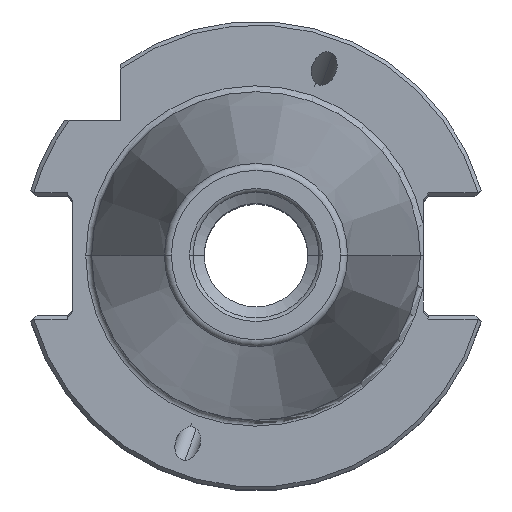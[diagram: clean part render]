
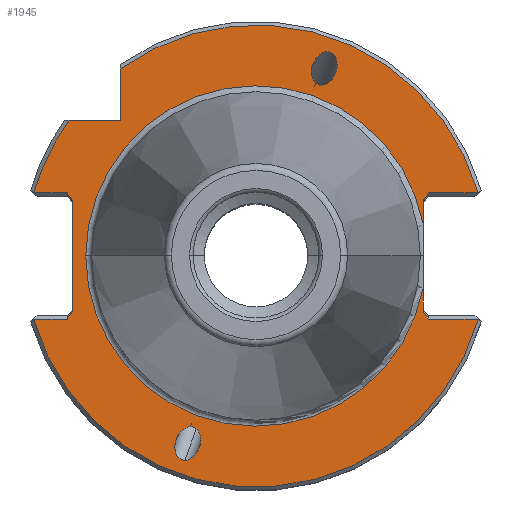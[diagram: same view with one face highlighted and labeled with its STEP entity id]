
A CAD part, top view. The second image highlights one B-rep face of the part: STEP entity #1945.
In plain terms, the highlighted planar face has unit normal (0, 0, 1).
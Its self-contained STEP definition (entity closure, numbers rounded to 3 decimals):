
#1177=VERTEX_POINT('NONE',#3338);
#1195=VERTEX_POINT('NONE',#3360);
#1251=VERTEX_POINT('NONE',#3423);
#1293=EDGE_CURVE('NONE',#2689,#1177,#3471,.T.);
#1299=EDGE_CURVE('NONE',#2795,#2717,#3477,.T.);
#1485=EDGE_CURVE('NONE',#3233,#2913,#3679,.T.);
#1587=VERTEX_POINT('NONE',#3788);
#1615=EDGE_CURVE('NONE',#2419,#3231,#3820,.T.);
#1747=EDGE_CURVE('NONE',#2761,#3021,#3967,.F.);
#1787=VERTEX_POINT('NONE',#4011);
#1851=EDGE_CURVE('NONE',#1195,#2731,#4083,.T.);
#1899=VERTEX_POINT('NONE',#4138);
#1945=ADVANCED_FACE('NONE',(#4190,#4191,#4192),#4193,.T.);
#1951=EDGE_CURVE('NONE',#2133,#1587,#4199,.T.);
#1997=VERTEX_POINT('NONE',#4248);
#2063=EDGE_CURVE('NONE',#2291,#2671,#4319,.T.);
#2113=EDGE_CURVE('NONE',#2713,#1899,#4374,.F.);
#2129=EDGE_CURVE('NONE',#2477,#1787,#4391,.T.);
#2133=VERTEX_POINT('NONE',#4395);
#2165=EDGE_CURVE('NONE',#1251,#2477,#4429,.T.);
#2239=EDGE_CURVE('NONE',#1195,#2671,#4514,.T.);
#2247=EDGE_CURVE('NONE',#3233,#2731,#4522,.T.);
#2291=VERTEX_POINT('NONE',#4572);
#2419=VERTEX_POINT('NONE',#4711);
#2477=VERTEX_POINT('NONE',#4775);
#2641=EDGE_CURVE('NONE',#1787,#2795,#4959,.T.);
#2643=EDGE_CURVE('NONE',#2761,#1587,#4961,.T.);
#2663=EDGE_CURVE('NONE',#1177,#1997,#4983,.T.);
#2671=VERTEX_POINT('NONE',#4991);
#2689=VERTEX_POINT('NONE',#5012);
#2713=VERTEX_POINT('NONE',#5040);
#2717=VERTEX_POINT('NONE',#5044);
#2731=VERTEX_POINT('NONE',#5059);
#2739=EDGE_CURVE('NONE',#2133,#2717,#5068,.T.);
#2761=VERTEX_POINT('NONE',#5091);
#2773=EDGE_CURVE('NONE',#1899,#2713,#5104,.T.);
#2795=VERTEX_POINT('NONE',#5129);
#2845=EDGE_CURVE('NONE',#1997,#1251,#5184,.T.);
#2913=VERTEX_POINT('NONE',#5261);
#3009=EDGE_CURVE('NONE',#3021,#2913,#5373,.F.);
#3021=VERTEX_POINT('NONE',#5385);
#3075=EDGE_CURVE('NONE',#3231,#2419,#5447,.F.);
#3215=EDGE_CURVE('NONE',#2689,#2291,#5600,.T.);
#3231=VERTEX_POINT('NONE',#5616);
#3233=VERTEX_POINT('NONE',#5618);
#3338=CARTESIAN_POINT('',(-30.058,8.55,-3.2));
#3360=CARTESIAN_POINT('',(30.058,8.55,-3.2));
#3423=CARTESIAN_POINT('',(-24.8,7.489,-3.2));
#3471=CIRCLE('',#6085,31.25);
#3477=CIRCLE('',#6093,31.25);
#3679=LINE('',#6666,#6667);
#3788=CARTESIAN_POINT('',(22.6,-7.489,-3.2));
#3820=ELLIPSE('',#6919,2.333,1.65);
#3967=CIRCLE('',#7172,23.025);
#4011=CARTESIAN_POINT('',(-25.55,-8.55,-3.2));
#4083=LINE('',#7389,#7390);
#4138=CARTESIAN_POINT('',(-8.848,-23.108,-3.2));
#4190=FACE_OUTER_BOUND('',#7584,.T.);
#4191=FACE_BOUND('',#7585,.T.);
#4192=FACE_BOUND('',#7586,.T.);
#4193=PLANE('',#7587);
#4199=LINE('',#7596,#7597);
#4248=CARTESIAN_POINT('',(-25.55,8.55,-3.2));
#4319=LINE('',#7825,#7826);
#4374=ELLIPSE('',#7930,2.333,1.65);
#4391=LINE('',#7963,#7964);
#4395=CARTESIAN_POINT('',(23.35,-8.55,-3.2));
#4429=LINE('',#8013,#8014);
#4514=CIRCLE('',#8188,31.25);
#4522=LINE('',#8202,#8203);
#4572=CARTESIAN_POINT('',(-18.35,18.35,-3.2));
#4711=CARTESIAN_POINT('',(8.075,23.389,-3.2));
#4775=CARTESIAN_POINT('',(-24.8,-7.489,-3.2));
#4959=LINE('',#9479,#9480);
#4961=LINE('',#9483,#9484);
#4983=LINE('',#9569,#9570);
#4991=CARTESIAN_POINT('',(-18.35,25.295,-3.2));
#5012=CARTESIAN_POINT('',(-25.295,18.35,-3.2));
#5040=CARTESIAN_POINT('',(-9.621,-27.636,-3.2));
#5044=CARTESIAN_POINT('',(30.058,-8.55,-3.2));
#5059=CARTESIAN_POINT('',(23.35,8.55,-3.2));
#5068=LINE('',#9729,#9730);
#5091=CARTESIAN_POINT('',(22.6,-4.403,-3.2));
#5104=ELLIPSE('',#9804,2.333,1.65);
#5129=CARTESIAN_POINT('',(-30.058,-8.55,-3.2));
#5184=LINE('',#9927,#9928);
#5261=CARTESIAN_POINT('',(22.6,4.403,-3.2));
#5373=CIRCLE('',#10284,23.025);
#5385=CARTESIAN_POINT('',(-23.025,0.,-3.2));
#5447=ELLIPSE('',#10413,2.333,1.65);
#5600=LINE('',#10677,#10678);
#5616=CARTESIAN_POINT('',(10.394,27.355,-3.2));
#5618=CARTESIAN_POINT('',(22.6,7.489,-3.2));
#6085=AXIS2_PLACEMENT_3D('',#10966,#10967,#10968);
#6093=AXIS2_PLACEMENT_3D('',#10972,#10973,#10974);
#6666=CARTESIAN_POINT('',(22.6,-26.113,-3.2));
#6667=VECTOR('',#11170,1.0);
#6919=AXIS2_PLACEMENT_3D('',#11344,#11345,#11346);
#7172=AXIS2_PLACEMENT_3D('',#11513,#11514,#11515);
#7389=CARTESIAN_POINT('',(62.4,8.55,-3.2));
#7390=VECTOR('',#11652,1.0);
#7584=EDGE_LOOP('',(#11778,#11779,#11780,#11781,#11782,#11783,#11784,#11785,#11786,#11787,#11788,#11789,#11790,#11791,#11792,#11793,#11794,#11795));
#7585=EDGE_LOOP('',(#11796,#11797));
#7586=EDGE_LOOP('',(#11798,#11799));
#7587=AXIS2_PLACEMENT_3D('',#11800,#11801,#11802);
#7596=CARTESIAN_POINT('',(29.635,-17.438,-3.2));
#7597=VECTOR('',#11804,1.);
#7825=CARTESIAN_POINT('',(-18.35,-16.938,-3.2));
#7826=VECTOR('',#11932,1.0);
#7930=AXIS2_PLACEMENT_3D('',#12005,#12006,#12007);
#7963=CARTESIAN_POINT('',(-28.39,-12.566,-3.2));
#7964=VECTOR('',#12022,1.0);
#8013=CARTESIAN_POINT('',(-24.8,-26.113,-3.2));
#8014=VECTOR('',#12051,1.0);
#8188=AXIS2_PLACEMENT_3D('',#12165,#12166,#12167);
#8202=CARTESIAN_POINT('',(5.016,-17.379,-3.2));
#8203=VECTOR('',#12173,1.0);
#9479=CARTESIAN_POINT('',(-30.6,-8.55,-3.2));
#9480=VECTOR('',#12658,1.0);
#9483=CARTESIAN_POINT('',(22.6,-26.113,-3.2));
#9484=VECTOR('',#12659,1.0);
#9569=CARTESIAN_POINT('',(-30.6,8.55,-3.2));
#9570=VECTOR('',#12680,1.0);
#9729=CARTESIAN_POINT('',(62.4,-8.55,-3.2));
#9730=VECTOR('',#12789,1.0);
#9804=AXIS2_PLACEMENT_3D('',#12820,#12821,#12822);
#9927=CARTESIAN_POINT('',(-3.771,-22.251,-3.2));
#9928=VECTOR('',#12901,1.0);
#10284=AXIS2_PLACEMENT_3D('',#13168,#13169,#13170);
#10413=AXIS2_PLACEMENT_3D('',#13251,#13252,#13253);
#10677=CARTESIAN_POINT('',(-19.175,18.35,-3.2));
#10678=VECTOR('',#13414,1.0);
#10966=CARTESIAN_POINT('',(0.0,0.0,-3.2));
#10967=DIRECTION('',(-0.0,0.0,1.0));
#10968=DIRECTION('',(1.0,0.,0.0));
#10972=CARTESIAN_POINT('',(0.0,0.0,-3.2));
#10973=DIRECTION('',(-0.0,0.0,1.0));
#10974=DIRECTION('',(1.0,0.,0.0));
#11170=DIRECTION('',(0.,-1.0,0.0));
#11344=CARTESIAN_POINT('',(9.235,25.372,-3.2));
#11345=DIRECTION('',(-0.0,0.0,-1.0));
#11346=DIRECTION('',(-0.342,-0.94,0.0));
#11513=CARTESIAN_POINT('',(0.0,0.0,-3.2));
#11514=DIRECTION('',(-0.0,0.0,1.0));
#11515=DIRECTION('',(0.0,1.0,0.0));
#11652=DIRECTION('',(-1.0,0.,0.0));
#11778=ORIENTED_EDGE('',*,*,#2641,.T.);
#11779=ORIENTED_EDGE('',*,*,#1299,.T.);
#11780=ORIENTED_EDGE('',*,*,#2739,.F.);
#11781=ORIENTED_EDGE('',*,*,#1951,.T.);
#11782=ORIENTED_EDGE('',*,*,#2643,.F.);
#11783=ORIENTED_EDGE('',*,*,#1747,.T.);
#11784=ORIENTED_EDGE('',*,*,#3009,.T.);
#11785=ORIENTED_EDGE('',*,*,#1485,.F.);
#11786=ORIENTED_EDGE('',*,*,#2247,.T.);
#11787=ORIENTED_EDGE('',*,*,#1851,.F.);
#11788=ORIENTED_EDGE('',*,*,#2239,.T.);
#11789=ORIENTED_EDGE('',*,*,#2063,.F.);
#11790=ORIENTED_EDGE('',*,*,#3215,.F.);
#11791=ORIENTED_EDGE('',*,*,#1293,.T.);
#11792=ORIENTED_EDGE('',*,*,#2663,.T.);
#11793=ORIENTED_EDGE('',*,*,#2845,.T.);
#11794=ORIENTED_EDGE('',*,*,#2165,.T.);
#11795=ORIENTED_EDGE('',*,*,#2129,.T.);
#11796=ORIENTED_EDGE('',*,*,#2773,.T.);
#11797=ORIENTED_EDGE('',*,*,#2113,.T.);
#11798=ORIENTED_EDGE('',*,*,#1615,.T.);
#11799=ORIENTED_EDGE('',*,*,#3075,.T.);
#11800=CARTESIAN_POINT('',(0.,-52.225,-3.2));
#11801=DIRECTION('',(0.0,0.0,1.0));
#11802=DIRECTION('',(-1.0,0.,0.0));
#11804=DIRECTION('',(-0.577,0.816,0.0));
#11932=DIRECTION('',(0.,1.0,0.0));
#12005=CARTESIAN_POINT('',(-9.235,-25.372,-3.2));
#12006=DIRECTION('',(-0.0,0.0,1.0));
#12007=DIRECTION('',(0.342,0.94,0.0));
#12022=DIRECTION('',(-0.577,-0.816,0.0));
#12051=DIRECTION('',(0.,-1.0,0.0));
#12165=CARTESIAN_POINT('',(0.0,0.0,-3.2));
#12166=DIRECTION('',(-0.0,0.0,1.0));
#12167=DIRECTION('',(1.0,0.,0.0));
#12173=DIRECTION('',(0.577,0.816,0.0));
#12658=DIRECTION('',(-1.0,0.,0.0));
#12659=DIRECTION('',(0.,-1.0,0.0));
#12680=DIRECTION('',(1.0,0.,-0.0));
#12789=DIRECTION('',(1.0,0.,-0.0));
#12820=CARTESIAN_POINT('',(-9.235,-25.372,-3.2));
#12821=DIRECTION('',(0.0,0.0,-1.0));
#12822=DIRECTION('',(0.342,0.94,0.0));
#12901=DIRECTION('',(0.577,-0.816,-0.0));
#13168=CARTESIAN_POINT('',(0.0,0.0,-3.2));
#13169=DIRECTION('',(-0.0,0.0,1.0));
#13170=DIRECTION('',(0.0,1.0,0.0));
#13251=CARTESIAN_POINT('',(9.235,25.372,-3.2));
#13252=DIRECTION('',(0.0,0.0,1.0));
#13253=DIRECTION('',(-0.342,-0.94,0.0));
#13414=DIRECTION('',(1.0,0.,0.0));
